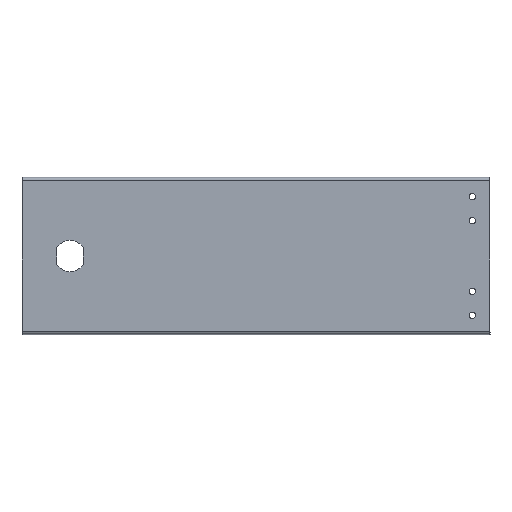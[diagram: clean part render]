
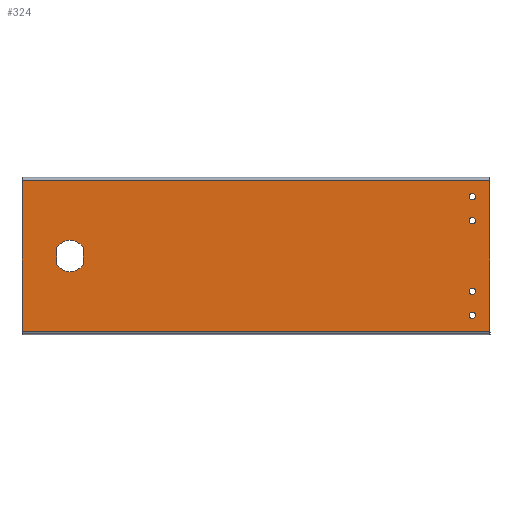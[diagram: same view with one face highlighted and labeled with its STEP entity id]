
A CAD part, top view. The second image highlights one B-rep face of the part: STEP entity #324.
In plain terms, the highlighted planar face has unit normal (0, 0, 1).
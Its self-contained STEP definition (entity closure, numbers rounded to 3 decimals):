
#13 = CARTESIAN_POINT ( 'NONE',  ( 0., 1.937, 0. ) ) ;
#19 = EDGE_CURVE ( 'NONE', #744, #825, #629, .T. ) ;
#20 = FACE_BOUND ( 'NONE', #913, .T. ) ;
#23 = CIRCLE ( 'NONE', #1143, 2. ) ;
#29 = CARTESIAN_POINT ( 'NONE',  ( 281., 71., 0. ) ) ;
#35 = VERTEX_POINT ( 'NONE', #672 ) ;
#41 = CARTESIAN_POINT ( 'NONE',  ( 0., 0., 0. ) ) ;
#43 = EDGE_CURVE ( 'NONE', #635, #931, #1099, .T. ) ;
#52 = VERTEX_POINT ( 'NONE', #13 ) ;
#58 = AXIS2_PLACEMENT_3D ( 'NONE', #309, #965, #406 ) ;
#66 = VERTEX_POINT ( 'NONE', #1137 ) ;
#72 = CARTESIAN_POINT ( 'NONE',  ( 283., 86., 0. ) ) ;
#81 = CARTESIAN_POINT ( 'NONE',  ( 283., 27., 0. ) ) ;
#93 = ORIENTED_EDGE ( 'NONE', *, *, #571, .F. ) ;
#103 = CARTESIAN_POINT ( 'NONE',  ( 38.25, 54.196, 0. ) ) ;
#108 = EDGE_CURVE ( 'NONE', #663, #649, #260, .T. ) ;
#113 = AXIS2_PLACEMENT_3D ( 'NONE', #1005, #628, #440 ) ;
#115 = EDGE_CURVE ( 'NONE', #649, #663, #23, .T. ) ;
#133 = EDGE_LOOP ( 'NONE', ( #1113, #482, #869, #236 ) ) ;
#134 = EDGE_CURVE ( 'NONE', #931, #52, #321, .T. ) ;
#141 = DIRECTION ( 'NONE',  ( 1., 0., 0. ) ) ;
#167 = CARTESIAN_POINT ( 'NONE',  ( 292., 0., 0. ) ) ;
#184 = CARTESIAN_POINT ( 'NONE',  ( 283., 12., 0. ) ) ;
#188 = CARTESIAN_POINT ( 'NONE',  ( 279., 86., 0. ) ) ;
#194 = CARTESIAN_POINT ( 'NONE',  ( 30., 49., 0. ) ) ;
#195 = CIRCLE ( 'NONE', #607, 2. ) ;
#199 = EDGE_CURVE ( 'NONE', #954, #66, #716, .T. ) ;
#219 = DIRECTION ( 'NONE',  ( 1., 0., 0. ) ) ;
#227 = DIRECTION ( 'NONE',  ( 1., 0., 0. ) ) ;
#230 = FACE_BOUND ( 'NONE', #620, .T. ) ;
#231 = EDGE_CURVE ( 'NONE', #1145, #632, #726, .T. ) ;
#236 = ORIENTED_EDGE ( 'NONE', *, *, #134, .T. ) ;
#247 = VECTOR ( 'NONE', #403, 1000. ) ;
#260 = CIRCLE ( 'NONE', #303, 2. ) ;
#267 = ORIENTED_EDGE ( 'NONE', *, *, #1142, .F. ) ;
#268 = CARTESIAN_POINT ( 'NONE',  ( 279., 12., 0. ) ) ;
#276 = AXIS2_PLACEMENT_3D ( 'NONE', #640, #375, #1205 ) ;
#291 = FACE_BOUND ( 'NONE', #369, .T. ) ;
#302 = EDGE_CURVE ( 'NONE', #52, #1061, #570, .T. ) ;
#303 = AXIS2_PLACEMENT_3D ( 'NONE', #497, #314, #397 ) ;
#304 = DIRECTION ( 'NONE',  ( 1., 0., 0. ) ) ;
#307 = VECTOR ( 'NONE', #1034, 1000. ) ;
#309 = CARTESIAN_POINT ( 'NONE',  ( 281., 71., 0. ) ) ;
#314 = DIRECTION ( 'NONE',  ( 0., 0., 1. ) ) ;
#318 = DIRECTION ( 'NONE',  ( 0., 0., 1. ) ) ;
#319 = VECTOR ( 'NONE', #141, 1000. ) ;
#321 = LINE ( 'NONE', #41, #247 ) ;
#322 = EDGE_LOOP ( 'NONE', ( #400, #599 ) ) ;
#324 = ADVANCED_FACE ( 'NONE', ( #20, #643, #291, #480, #230, #923 ), #1071, .F. ) ;
#325 = DIRECTION ( 'NONE',  ( -1., 0., 0. ) ) ;
#367 = CARTESIAN_POINT ( 'NONE',  ( 38.25, 54.196, 0. ) ) ;
#369 = EDGE_LOOP ( 'NONE', ( #372, #928 ) ) ;
#372 = ORIENTED_EDGE ( 'NONE', *, *, #1119, .F. ) ;
#375 = DIRECTION ( 'NONE',  ( 0., 0., 1. ) ) ;
#377 = CARTESIAN_POINT ( 'NONE',  ( 21.75, 43.804, 0. ) ) ;
#387 = DIRECTION ( 'NONE',  ( 0., 0., 1. ) ) ;
#390 = ORIENTED_EDGE ( 'NONE', *, *, #486, .F. ) ;
#395 = DIRECTION ( 'NONE',  ( 1., 0., 0. ) ) ;
#397 = DIRECTION ( 'NONE',  ( 1., 0., 0. ) ) ;
#400 = ORIENTED_EDGE ( 'NONE', *, *, #199, .F. ) ;
#403 = DIRECTION ( 'NONE',  ( 0., -1., 0. ) ) ;
#405 = AXIS2_PLACEMENT_3D ( 'NONE', #29, #889, #304 ) ;
#406 = DIRECTION ( 'NONE',  ( 1., 0., 0. ) ) ;
#440 = DIRECTION ( 'NONE',  ( 1., 0., 0. ) ) ;
#442 = AXIS2_PLACEMENT_3D ( 'NONE', #947, #387, #757 ) ;
#469 = ORIENTED_EDGE ( 'NONE', *, *, #19, .F. ) ;
#479 = DIRECTION ( 'NONE',  ( -1., 0., 0. ) ) ;
#480 = FACE_BOUND ( 'NONE', #322, .T. ) ;
#482 = ORIENTED_EDGE ( 'NONE', *, *, #1128, .T. ) ;
#486 = EDGE_CURVE ( 'NONE', #1101, #744, #507, .T. ) ;
#497 = CARTESIAN_POINT ( 'NONE',  ( 281., 12., 0. ) ) ;
#504 = DIRECTION ( 'NONE',  ( 0., 0., -1. ) ) ;
#507 = LINE ( 'NONE', #367, #307 ) ;
#509 = ORIENTED_EDGE ( 'NONE', *, *, #985, .F. ) ;
#520 = CARTESIAN_POINT ( 'NONE',  ( 0., 96.063, 0. ) ) ;
#528 = VERTEX_POINT ( 'NONE', #377 ) ;
#540 = CARTESIAN_POINT ( 'NONE',  ( 281., 27., 0. ) ) ;
#570 = LINE ( 'NONE', #1077, #319 ) ;
#571 = EDGE_CURVE ( 'NONE', #528, #1101, #1057, .T. ) ;
#599 = ORIENTED_EDGE ( 'NONE', *, *, #899, .F. ) ;
#607 = AXIS2_PLACEMENT_3D ( 'NONE', #540, #938, #1110 ) ;
#609 = CARTESIAN_POINT ( 'NONE',  ( 281., 86., 0. ) ) ;
#618 = EDGE_CURVE ( 'NONE', #35, #1058, #195, .T. ) ;
#620 = EDGE_LOOP ( 'NONE', ( #1016, #267 ) ) ;
#621 = CARTESIAN_POINT ( 'NONE',  ( 0., 0., 0. ) ) ;
#622 = CARTESIAN_POINT ( 'NONE',  ( 38.25, 43.804, 0. ) ) ;
#628 = DIRECTION ( 'NONE',  ( 0., 0., 1. ) ) ;
#629 = CIRCLE ( 'NONE', #674, 9.75 ) ;
#632 = VERTEX_POINT ( 'NONE', #188 ) ;
#634 = CARTESIAN_POINT ( 'NONE',  ( 292., 1.937, 0. ) ) ;
#635 = VERTEX_POINT ( 'NONE', #739 ) ;
#640 = CARTESIAN_POINT ( 'NONE',  ( 281., 86., 0. ) ) ;
#643 = FACE_BOUND ( 'NONE', #858, .T. ) ;
#649 = VERTEX_POINT ( 'NONE', #268 ) ;
#663 = VERTEX_POINT ( 'NONE', #184 ) ;
#669 = CARTESIAN_POINT ( 'NONE',  ( 21.75, 54.196, 0. ) ) ;
#672 = CARTESIAN_POINT ( 'NONE',  ( 279., 27., 0. ) ) ;
#674 = AXIS2_PLACEMENT_3D ( 'NONE', #194, #1036, #395 ) ;
#683 = CARTESIAN_POINT ( 'NONE',  ( 281., 12., 0. ) ) ;
#711 = VECTOR ( 'NONE', #983, 1000. ) ;
#716 = CIRCLE ( 'NONE', #58, 2. ) ;
#724 = LINE ( 'NONE', #966, #711 ) ;
#726 = CIRCLE ( 'NONE', #916, 2. ) ;
#739 = CARTESIAN_POINT ( 'NONE',  ( 292., 96.063, 0. ) ) ;
#744 = VERTEX_POINT ( 'NONE', #103 ) ;
#756 = CIRCLE ( 'NONE', #113, 2. ) ;
#757 = DIRECTION ( 'NONE',  ( 1., 0., 0. ) ) ;
#783 = VECTOR ( 'NONE', #479, 1000. ) ;
#810 = DIRECTION ( 'NONE',  ( 0., 0., 1. ) ) ;
#818 = DIRECTION ( 'NONE',  ( 0., 1., 0. ) ) ;
#825 = VERTEX_POINT ( 'NONE', #669 ) ;
#848 = CARTESIAN_POINT ( 'NONE',  ( 292., 96.063, 0. ) ) ;
#858 = EDGE_LOOP ( 'NONE', ( #1085, #1059 ) ) ;
#869 = ORIENTED_EDGE ( 'NONE', *, *, #43, .T. ) ;
#889 = DIRECTION ( 'NONE',  ( 0., 0., 1. ) ) ;
#899 = EDGE_CURVE ( 'NONE', #66, #954, #920, .T. ) ;
#913 = EDGE_LOOP ( 'NONE', ( #509, #469, #390, #93 ) ) ;
#916 = AXIS2_PLACEMENT_3D ( 'NONE', #609, #810, #227 ) ;
#918 = LINE ( 'NONE', #167, #939 ) ;
#920 = CIRCLE ( 'NONE', #405, 2. ) ;
#923 = FACE_OUTER_BOUND ( 'NONE', #133, .T. ) ;
#928 = ORIENTED_EDGE ( 'NONE', *, *, #618, .F. ) ;
#931 = VERTEX_POINT ( 'NONE', #520 ) ;
#938 = DIRECTION ( 'NONE',  ( 0., 0., 1. ) ) ;
#939 = VECTOR ( 'NONE', #818, 1000. ) ;
#947 = CARTESIAN_POINT ( 'NONE',  ( 30., 49., 0. ) ) ;
#954 = VERTEX_POINT ( 'NONE', #963 ) ;
#963 = CARTESIAN_POINT ( 'NONE',  ( 283., 71., 0. ) ) ;
#964 = CIRCLE ( 'NONE', #276, 2. ) ;
#965 = DIRECTION ( 'NONE',  ( 0., 0., 1. ) ) ;
#966 = CARTESIAN_POINT ( 'NONE',  ( 21.75, 54.196, 0. ) ) ;
#983 = DIRECTION ( 'NONE',  ( 0., -1., 0. ) ) ;
#985 = EDGE_CURVE ( 'NONE', #825, #528, #724, .T. ) ;
#1005 = CARTESIAN_POINT ( 'NONE',  ( 281., 27., 0. ) ) ;
#1016 = ORIENTED_EDGE ( 'NONE', *, *, #231, .F. ) ;
#1034 = DIRECTION ( 'NONE',  ( 0., 1., 0. ) ) ;
#1036 = DIRECTION ( 'NONE',  ( 0., 0., 1. ) ) ;
#1045 = AXIS2_PLACEMENT_3D ( 'NONE', #621, #504, #325 ) ;
#1057 = CIRCLE ( 'NONE', #442, 9.75 ) ;
#1058 = VERTEX_POINT ( 'NONE', #81 ) ;
#1059 = ORIENTED_EDGE ( 'NONE', *, *, #115, .F. ) ;
#1061 = VERTEX_POINT ( 'NONE', #634 ) ;
#1071 = PLANE ( 'NONE',  #1045 ) ;
#1077 = CARTESIAN_POINT ( 'NONE',  ( 0., 1.937, 0. ) ) ;
#1085 = ORIENTED_EDGE ( 'NONE', *, *, #108, .F. ) ;
#1099 = LINE ( 'NONE', #848, #783 ) ;
#1101 = VERTEX_POINT ( 'NONE', #622 ) ;
#1110 = DIRECTION ( 'NONE',  ( 1., 0., 0. ) ) ;
#1113 = ORIENTED_EDGE ( 'NONE', *, *, #302, .T. ) ;
#1119 = EDGE_CURVE ( 'NONE', #1058, #35, #756, .T. ) ;
#1128 = EDGE_CURVE ( 'NONE', #1061, #635, #918, .T. ) ;
#1137 = CARTESIAN_POINT ( 'NONE',  ( 279., 71., 0. ) ) ;
#1142 = EDGE_CURVE ( 'NONE', #632, #1145, #964, .T. ) ;
#1143 = AXIS2_PLACEMENT_3D ( 'NONE', #683, #318, #219 ) ;
#1145 = VERTEX_POINT ( 'NONE', #72 ) ;
#1205 = DIRECTION ( 'NONE',  ( 1., 0., 0. ) ) ;
